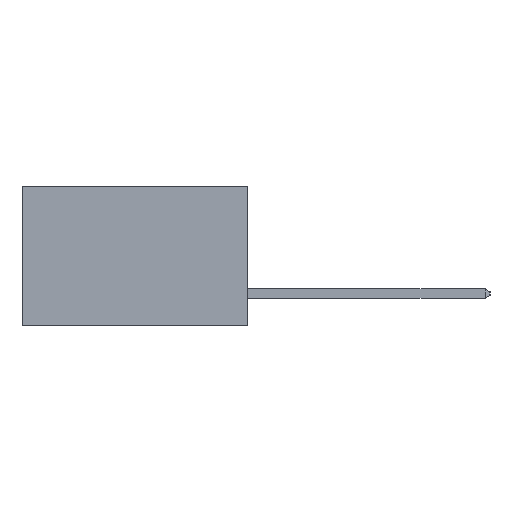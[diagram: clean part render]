
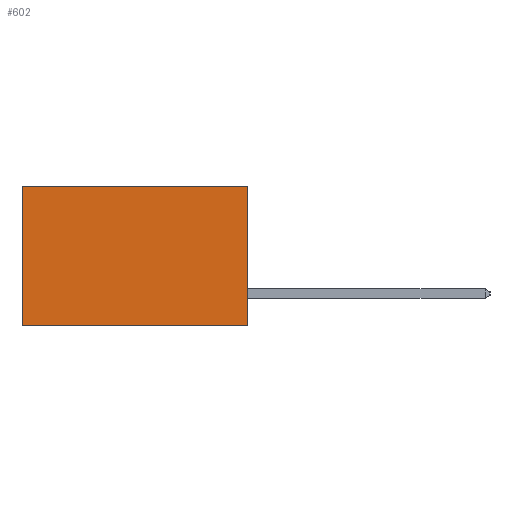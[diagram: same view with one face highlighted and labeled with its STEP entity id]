
A CAD part, left-side view. The second image highlights one B-rep face of the part: STEP entity #602.
In plain terms, the highlighted planar face has unit normal (-1, 0, 0).
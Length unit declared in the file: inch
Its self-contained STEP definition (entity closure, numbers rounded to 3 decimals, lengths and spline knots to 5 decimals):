
#228 = EDGE_CURVE ( 'NONE', #3772, #12146, #13135, .T. ) ;
#367 = DIRECTION ( 'NONE',  ( 0., 1., 0. ) ) ;
#602 = ADVANCED_FACE ( 'NONE', ( #3936 ), #4571, .F. ) ;
#1728 = VERTEX_POINT ( 'NONE', #13312 ) ;
#1924 = VECTOR ( 'NONE', #367, 39.37008 ) ;
#2975 = LINE ( 'NONE', #6020, #17885 ) ;
#3392 = LINE ( 'NONE', #15850, #18245 ) ;
#3520 = CARTESIAN_POINT ( 'NONE',  ( 0.2615, 0.6, 0. ) ) ;
#3772 = VERTEX_POINT ( 'NONE', #8690 ) ;
#3936 = FACE_OUTER_BOUND ( 'NONE', #15978, .T. ) ;
#4571 = PLANE ( 'NONE',  #5381 ) ;
#5361 = EDGE_CURVE ( 'NONE', #1728, #6224, #14297, .T. ) ;
#5381 = AXIS2_PLACEMENT_3D ( 'NONE', #15058, #12281, #14449 ) ;
#6020 = CARTESIAN_POINT ( 'NONE',  ( 0.2615, 0.6, -0.37 ) ) ;
#6064 = DIRECTION ( 'NONE',  ( 0., 0., -1. ) ) ;
#6224 = VERTEX_POINT ( 'NONE', #3520 ) ;
#7389 = EDGE_CURVE ( 'NONE', #1728, #3772, #3392, .T. ) ;
#8690 = CARTESIAN_POINT ( 'NONE',  ( 0.2615, 0., -0.37 ) ) ;
#11407 = ORIENTED_EDGE ( 'NONE', *, *, #5361, .T. ) ;
#12146 = VERTEX_POINT ( 'NONE', #14756 ) ;
#12281 = DIRECTION ( 'NONE',  ( 1., 0., 0. ) ) ;
#12415 = DIRECTION ( 'NONE',  ( 0., 1., 0. ) ) ;
#12965 = CARTESIAN_POINT ( 'NONE',  ( 0.2615, 0., 0. ) ) ;
#12997 = EDGE_CURVE ( 'NONE', #6224, #12146, #2975, .T. ) ;
#13135 = LINE ( 'NONE', #14679, #1924 ) ;
#13312 = CARTESIAN_POINT ( 'NONE',  ( 0.2615, 0., 0. ) ) ;
#14297 = LINE ( 'NONE', #12965, #18396 ) ;
#14449 = DIRECTION ( 'NONE',  ( 0., 0., -1. ) ) ;
#14679 = CARTESIAN_POINT ( 'NONE',  ( 0.2615, 0., -0.37 ) ) ;
#14756 = CARTESIAN_POINT ( 'NONE',  ( 0.2615, 0.6, -0.37 ) ) ;
#15058 = CARTESIAN_POINT ( 'NONE',  ( 0.2615, 0., -0.37 ) ) ;
#15413 = ORIENTED_EDGE ( 'NONE', *, *, #228, .F. ) ;
#15850 = CARTESIAN_POINT ( 'NONE',  ( 0.2615, 0., -0.37 ) ) ;
#15856 = ORIENTED_EDGE ( 'NONE', *, *, #12997, .T. ) ;
#15978 = EDGE_LOOP ( 'NONE', ( #15856, #15413, #17315, #11407 ) ) ;
#16049 = DIRECTION ( 'NONE',  ( 0., 0., -1. ) ) ;
#17315 = ORIENTED_EDGE ( 'NONE', *, *, #7389, .F. ) ;
#17885 = VECTOR ( 'NONE', #6064, 39.37008 ) ;
#18245 = VECTOR ( 'NONE', #16049, 39.37008 ) ;
#18396 = VECTOR ( 'NONE', #12415, 39.37008 ) ;
